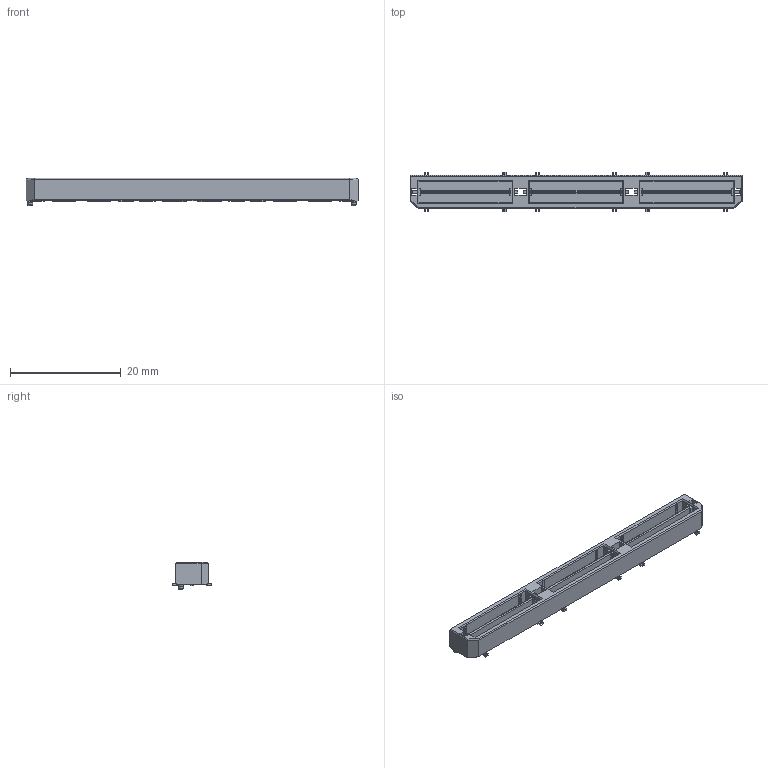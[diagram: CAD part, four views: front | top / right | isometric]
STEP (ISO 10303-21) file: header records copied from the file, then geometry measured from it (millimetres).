
FILE_DESCRIPTION(/* description */ (''),/* implementation_level */ '2;1');
FILE_NAME(/* name */ 'SAMTEC_QTH-090-01-L-D-A.stp',/* time_stamp */ '2017-09-08T14:19:28+02:00',/* author */ ('riccim'),/* organization */ ('SolidWorks'),/* preprocessor_version */ 'ST-DEVELOPER v16.5',/* originating_system */ 'AutoCAD Mechanical',/* authorisation */ ' ');
FILE_SCHEMA (('AUTOMOTIVE_DESIGN { 1 0 10303 214 3 1 1 }'));
Length unit declared in the file: millimetre
Products named in the file (1): Product
Bounding box: 59.96 x 7.11 x 5 mm (x, y, z)
Volume: 952.5 mm3; surface area: 1991 mm2
Topology: 61 solids, 61 shells, 555 faces, 1270 edges, 840 vertices
Faces by surface type: plane 549, torus 2, cylinder 2, bspline 2
Full cylindrical faces by diameter (mm): 0.888 x2
Entity records: 15282 total; most frequent: CARTESIAN_POINT 2714, ORIENTED_EDGE 2528, DIRECTION 2382, EDGE_CURVE 1264, LINE 1250, VECTOR 1250, VERTEX_POINT 838, EDGE_LOOP 570
